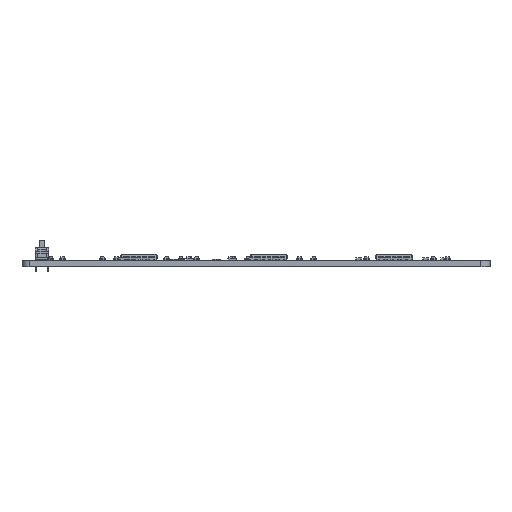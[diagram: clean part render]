
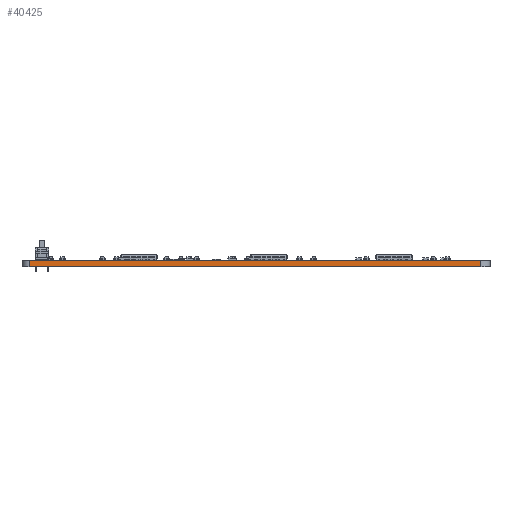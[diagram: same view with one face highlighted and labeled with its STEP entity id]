
A CAD part, front view. The second image highlights one B-rep face of the part: STEP entity #40425.
In plain terms, the highlighted planar face has unit normal (0, -1, 0).
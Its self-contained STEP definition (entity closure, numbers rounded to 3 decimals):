
#40307 = EDGE_CURVE('',#40308,#40310,#40312,.T.);
#40308 = VERTEX_POINT('',#40309);
#40309 = CARTESIAN_POINT('',(233.045,-242.57,0.));
#40310 = VERTEX_POINT('',#40311);
#40311 = CARTESIAN_POINT('',(233.045,-242.57,1.6));
#40312 = SURFACE_CURVE('',#40313,(#40317,#40329),.PCURVE_S1.);
#40313 = LINE('',#40314,#40315);
#40314 = CARTESIAN_POINT('',(233.045,-242.57,0.));
#40315 = VECTOR('',#40316,1.);
#40316 = DIRECTION('',(0.,0.,1.));
#40317 = PCURVE('',#40318,#40323);
#40318 = CYLINDRICAL_SURFACE('',#40319,2.54);
#40319 = AXIS2_PLACEMENT_3D('',#40320,#40321,#40322);
#40320 = CARTESIAN_POINT('',(233.045,-240.03,0.));
#40321 = DIRECTION('',(0.,0.,-1.));
#40322 = DIRECTION('',(1.,0.,0.));
#40323 = DEFINITIONAL_REPRESENTATION('',(#40324),#40328);
#40324 = LINE('',#40325,#40326);
#40325 = CARTESIAN_POINT('',(-4.712,0.));
#40326 = VECTOR('',#40327,1.);
#40327 = DIRECTION('',(0.,-1.));
#40328 = ( GEOMETRIC_REPRESENTATION_CONTEXT(2) 
PARAMETRIC_REPRESENTATION_CONTEXT() REPRESENTATION_CONTEXT('2D SPACE',''
  ) );
#40329 = PCURVE('',#40330,#40335);
#40330 = PLANE('',#40331);
#40331 = AXIS2_PLACEMENT_3D('',#40332,#40333,#40334);
#40332 = CARTESIAN_POINT('',(113.03,-242.57,0.));
#40333 = DIRECTION('',(0.,1.,0.));
#40334 = DIRECTION('',(1.,0.,0.));
#40335 = DEFINITIONAL_REPRESENTATION('',(#40336),#40340);
#40336 = LINE('',#40337,#40338);
#40337 = CARTESIAN_POINT('',(120.015,0.));
#40338 = VECTOR('',#40339,1.);
#40339 = DIRECTION('',(0.,-1.));
#40340 = ( GEOMETRIC_REPRESENTATION_CONTEXT(2) 
PARAMETRIC_REPRESENTATION_CONTEXT() REPRESENTATION_CONTEXT('2D SPACE',''
  ) );
#40359 = PLANE('',#40360);
#40360 = AXIS2_PLACEMENT_3D('',#40361,#40362,#40363);
#40361 = CARTESIAN_POINT('',(175.975,-187.54,1.6));
#40362 = DIRECTION('',(0.,0.,1.));
#40363 = DIRECTION('',(1.,0.,0.));
#40414 = PLANE('',#40415);
#40415 = AXIS2_PLACEMENT_3D('',#40416,#40417,#40418);
#40416 = CARTESIAN_POINT('',(175.975,-187.54,0.));
#40417 = DIRECTION('',(0.,0.,1.));
#40418 = DIRECTION('',(1.,0.,0.));
#40425 = ADVANCED_FACE('',(#40426),#40330,.F.);
#40426 = FACE_BOUND('',#40427,.F.);
#40427 = EDGE_LOOP('',(#40428,#40458,#40479,#40480));
#40428 = ORIENTED_EDGE('',*,*,#40429,.T.);
#40429 = EDGE_CURVE('',#40430,#40432,#40434,.T.);
#40430 = VERTEX_POINT('',#40431);
#40431 = CARTESIAN_POINT('',(113.03,-242.57,0.));
#40432 = VERTEX_POINT('',#40433);
#40433 = CARTESIAN_POINT('',(113.03,-242.57,1.6));
#40434 = SURFACE_CURVE('',#40435,(#40439,#40446),.PCURVE_S1.);
#40435 = LINE('',#40436,#40437);
#40436 = CARTESIAN_POINT('',(113.03,-242.57,0.));
#40437 = VECTOR('',#40438,1.);
#40438 = DIRECTION('',(0.,0.,1.));
#40439 = PCURVE('',#40330,#40440);
#40440 = DEFINITIONAL_REPRESENTATION('',(#40441),#40445);
#40441 = LINE('',#40442,#40443);
#40442 = CARTESIAN_POINT('',(0.,0.));
#40443 = VECTOR('',#40444,1.);
#40444 = DIRECTION('',(0.,-1.));
#40445 = ( GEOMETRIC_REPRESENTATION_CONTEXT(2) 
PARAMETRIC_REPRESENTATION_CONTEXT() REPRESENTATION_CONTEXT('2D SPACE',''
  ) );
#40446 = PCURVE('',#40447,#40452);
#40447 = CYLINDRICAL_SURFACE('',#40448,1.905);
#40448 = AXIS2_PLACEMENT_3D('',#40449,#40450,#40451);
#40449 = CARTESIAN_POINT('',(113.03,-240.665,0.));
#40450 = DIRECTION('',(0.,0.,-1.));
#40451 = DIRECTION('',(1.,0.,0.));
#40452 = DEFINITIONAL_REPRESENTATION('',(#40453),#40457);
#40453 = LINE('',#40454,#40455);
#40454 = CARTESIAN_POINT('',(-4.712,0.));
#40455 = VECTOR('',#40456,1.);
#40456 = DIRECTION('',(0.,-1.));
#40457 = ( GEOMETRIC_REPRESENTATION_CONTEXT(2) 
PARAMETRIC_REPRESENTATION_CONTEXT() REPRESENTATION_CONTEXT('2D SPACE',''
  ) );
#40458 = ORIENTED_EDGE('',*,*,#40459,.T.);
#40459 = EDGE_CURVE('',#40432,#40310,#40460,.T.);
#40460 = SURFACE_CURVE('',#40461,(#40465,#40472),.PCURVE_S1.);
#40461 = LINE('',#40462,#40463);
#40462 = CARTESIAN_POINT('',(113.03,-242.57,1.6));
#40463 = VECTOR('',#40464,1.);
#40464 = DIRECTION('',(1.,0.,0.));
#40465 = PCURVE('',#40330,#40466);
#40466 = DEFINITIONAL_REPRESENTATION('',(#40467),#40471);
#40467 = LINE('',#40468,#40469);
#40468 = CARTESIAN_POINT('',(0.,-1.6));
#40469 = VECTOR('',#40470,1.);
#40470 = DIRECTION('',(1.,0.));
#40471 = ( GEOMETRIC_REPRESENTATION_CONTEXT(2) 
PARAMETRIC_REPRESENTATION_CONTEXT() REPRESENTATION_CONTEXT('2D SPACE',''
  ) );
#40472 = PCURVE('',#40359,#40473);
#40473 = DEFINITIONAL_REPRESENTATION('',(#40474),#40478);
#40474 = LINE('',#40475,#40476);
#40475 = CARTESIAN_POINT('',(-62.945,-55.03));
#40476 = VECTOR('',#40477,1.);
#40477 = DIRECTION('',(1.,0.));
#40478 = ( GEOMETRIC_REPRESENTATION_CONTEXT(2) 
PARAMETRIC_REPRESENTATION_CONTEXT() REPRESENTATION_CONTEXT('2D SPACE',''
  ) );
#40479 = ORIENTED_EDGE('',*,*,#40307,.F.);
#40480 = ORIENTED_EDGE('',*,*,#40481,.F.);
#40481 = EDGE_CURVE('',#40430,#40308,#40482,.T.);
#40482 = SURFACE_CURVE('',#40483,(#40487,#40494),.PCURVE_S1.);
#40483 = LINE('',#40484,#40485);
#40484 = CARTESIAN_POINT('',(113.03,-242.57,0.));
#40485 = VECTOR('',#40486,1.);
#40486 = DIRECTION('',(1.,0.,0.));
#40487 = PCURVE('',#40330,#40488);
#40488 = DEFINITIONAL_REPRESENTATION('',(#40489),#40493);
#40489 = LINE('',#40490,#40491);
#40490 = CARTESIAN_POINT('',(0.,0.));
#40491 = VECTOR('',#40492,1.);
#40492 = DIRECTION('',(1.,0.));
#40493 = ( GEOMETRIC_REPRESENTATION_CONTEXT(2) 
PARAMETRIC_REPRESENTATION_CONTEXT() REPRESENTATION_CONTEXT('2D SPACE',''
  ) );
#40494 = PCURVE('',#40414,#40495);
#40495 = DEFINITIONAL_REPRESENTATION('',(#40496),#40500);
#40496 = LINE('',#40497,#40498);
#40497 = CARTESIAN_POINT('',(-62.945,-55.03));
#40498 = VECTOR('',#40499,1.);
#40499 = DIRECTION('',(1.,0.));
#40500 = ( GEOMETRIC_REPRESENTATION_CONTEXT(2) 
PARAMETRIC_REPRESENTATION_CONTEXT() REPRESENTATION_CONTEXT('2D SPACE',''
  ) );
